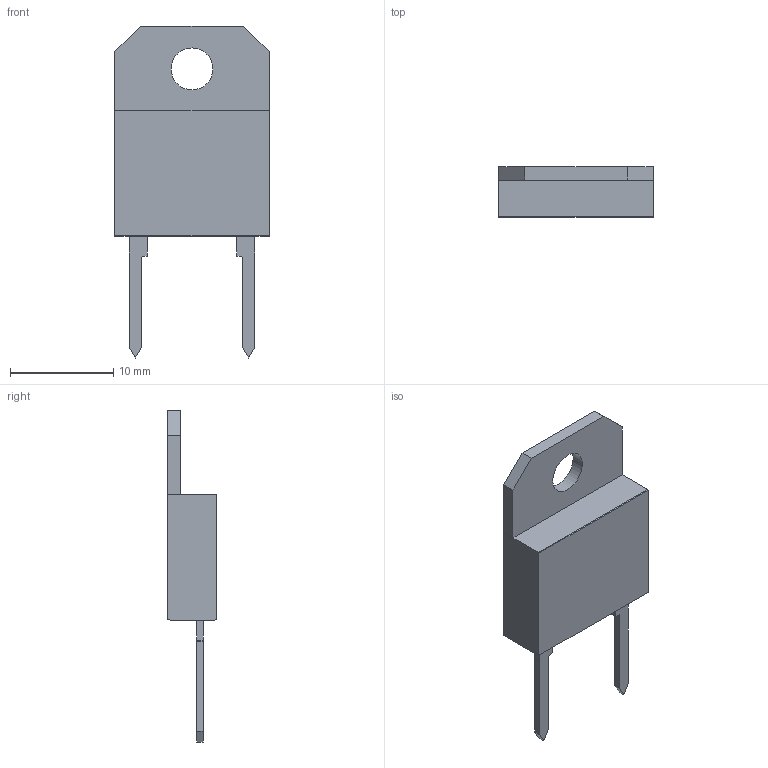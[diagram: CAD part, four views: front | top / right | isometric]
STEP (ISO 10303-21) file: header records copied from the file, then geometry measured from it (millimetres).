
FILE_DESCRIPTION(('FreeCAD Model'),'2;1');
FILE_NAME('TO-218-2_Vertical.step','2018-04-09T22:11:15',('kicad StepUp'),( 'ksu MCAD'),'Open CASCADE STEP processor 6.8','FreeCAD','Unknown');
FILE_SCHEMA(('AUTOMOTIVE_DESIGN_CC2 { 1 2 10303 214 -1 1 5 4 }'));
Length unit declared in the file: millimetre
Products named in the file (1): TO-218-2_Vertical
Bounding box: 14.96 x 4.82 x 32.1 mm (x, y, z)
Volume: 1026.6 mm3; surface area: 950.1 mm2
Topology: 1 solids, 1 shells, 37 faces, 105 edges, 70 vertices
Faces by surface type: plane 36, cylinder 1
Full cylindrical faces by diameter (mm): 4.05 x1
Entity records: 905 total; most frequent: ORIENTED_EDGE 168, EDGE_CURVE 105, CARTESIAN_POINT 101, LINE 100, VERTEX_POINT 70, DIRECTION 63, AXIS2_PLACEMENT_3D 39, FACE_BOUND 39
